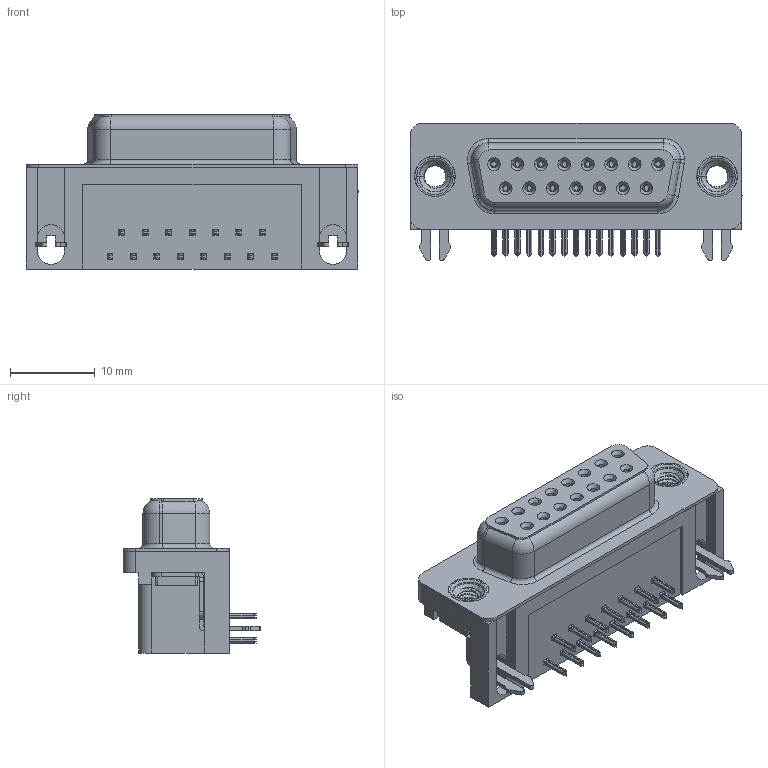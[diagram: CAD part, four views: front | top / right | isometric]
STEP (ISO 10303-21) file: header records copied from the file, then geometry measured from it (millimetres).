
FILE_DESCRIPTION (( 'STEP AP203' ), '1' );
FILE_NAME ('622-015-260-036.STEP', '2019-11-19T22:13:04', ( '' ), ( '' ), 'SwSTEP 2.0', 'SolidWorks 2016', '' );
FILE_SCHEMA (( 'CONFIG_CONTROL_DESIGN' ));
Length unit declared in the file: millimetre
Products named in the file (7): 622 Contact Top; 622 Shell_15 Socket; 622 2 Prong Board Lock; 622 Housing_15 Socket; 622 Socket Bottom; 622 M3 Threaded Rivet; 622-015-260-036
Assembly tree (21 placements, depth 2):
  622-015-260-036
    622 Housing_15 Socket
    622 Shell_15 Socket
    622 Socket Bottom  x7
    622 Contact Top  x8
    622 2 Prong Board Lock  x2
    622 M3 Threaded Rivet  x2
Bounding box: 39.22 x 16.25 x 18.2 mm (x, y, z)
Volume: 5181.8 mm3; surface area: 6724.7 mm2
Topology: 21 solids, 21 shells, 2467 faces, 6492 edges, 4082 vertices
Faces by surface type: plane 1106, cylinder 617, bspline 518, cone 188, torus 38
Entity records: 26835 total; most frequent: CARTESIAN_POINT 8794, ORIENTED_EDGE 3660, DIRECTION 3264, EDGE_CURVE 1830, VERTEX_POINT 1167, VECTOR 1138, LINE 1138, AXIS2_PLACEMENT_3D 1063
